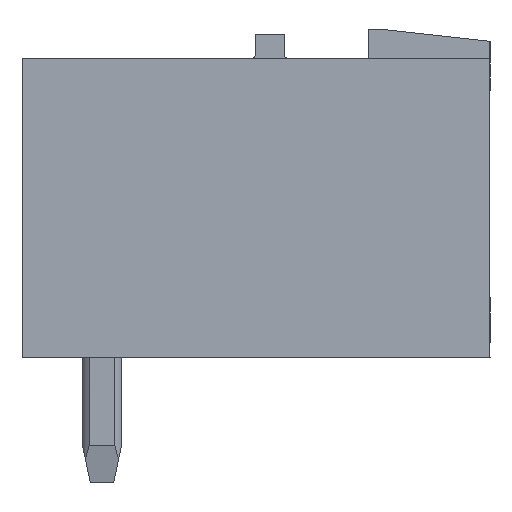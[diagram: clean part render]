
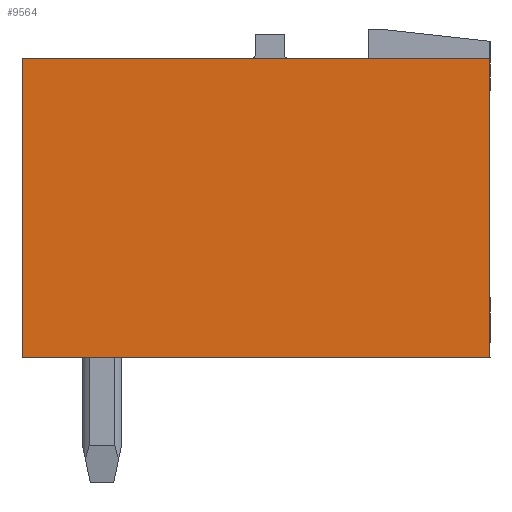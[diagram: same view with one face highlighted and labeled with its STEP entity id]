
A CAD part, left-side view. The second image highlights one B-rep face of the part: STEP entity #9564.
In plain terms, the highlighted planar face has unit normal (-1, 0, 0).
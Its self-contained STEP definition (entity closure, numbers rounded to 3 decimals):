
#9556=AXIS2_PLACEMENT_3D('Plane Axis2P3D',#9553,#9554,#9555) ;
#533=CARTESIAN_POINT('Vertex',(0.,12.,10.88)) ;
#536=CARTESIAN_POINT('Line Origine',(0.,6.,10.88)) ;
#540=CARTESIAN_POINT('Vertex',(0.,0.,10.88)) ;
#860=CARTESIAN_POINT('Vertex',(0.,12.,3.2)) ;
#863=CARTESIAN_POINT('Line Origine',(0.,12.,7.04)) ;
#891=CARTESIAN_POINT('Vertex',(0.,0.,3.2)) ;
#894=CARTESIAN_POINT('Line Origine',(0.,6.,3.2)) ;
#5109=CARTESIAN_POINT('Line Origine',(0.,0.,7.04)) ;
#9553=CARTESIAN_POINT('Axis2P3D Location',(0.,0.,0.)) ;
#537=DIRECTION('Vector Direction',(0.,1.,0.)) ;
#864=DIRECTION('Vector Direction',(0.,0.,1.)) ;
#895=DIRECTION('Vector Direction',(0.,1.,0.)) ;
#5110=DIRECTION('Vector Direction',(0.,0.,-1.)) ;
#9554=DIRECTION('Axis2P3D Direction',(-1.,0.,0.)) ;
#9555=DIRECTION('Axis2P3D XDirection',(0.,-1.,0.)) ;
#538=VECTOR('Line Direction',#537,1.) ;
#865=VECTOR('Line Direction',#864,1.) ;
#896=VECTOR('Line Direction',#895,1.) ;
#5111=VECTOR('Line Direction',#5110,1.) ;
#9559=ORIENTED_EDGE('',*,*,#5113,.T.) ;
#9560=ORIENTED_EDGE('',*,*,#542,.T.) ;
#9561=ORIENTED_EDGE('',*,*,#867,.T.) ;
#9562=ORIENTED_EDGE('',*,*,#898,.T.) ;
#9564=ADVANCED_FACE('Housing',(#9563),#9557,.T.) ;
#542=EDGE_CURVE('',#541,#534,#539,.T.) ;
#867=EDGE_CURVE('',#534,#861,#866,.F.) ;
#898=EDGE_CURVE('',#861,#892,#897,.F.) ;
#5113=EDGE_CURVE('',#892,#541,#5112,.F.) ;
#9558=EDGE_LOOP('',(#9559,#9560,#9561,#9562)) ;
#9563=FACE_OUTER_BOUND('',#9558,.T.) ;
#539=LINE('Line',#536,#538) ;
#866=LINE('Line',#863,#865) ;
#897=LINE('Line',#894,#896) ;
#5112=LINE('Line',#5109,#5111) ;
#9557=PLANE('',#9556) ;
#534=VERTEX_POINT('',#533) ;
#541=VERTEX_POINT('',#540) ;
#861=VERTEX_POINT('',#860) ;
#892=VERTEX_POINT('',#891) ;
